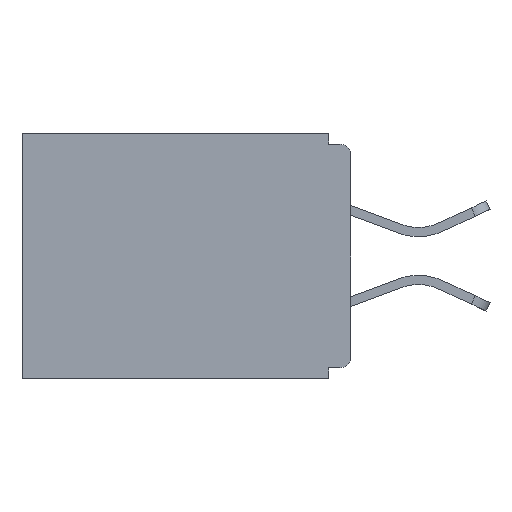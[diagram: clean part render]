
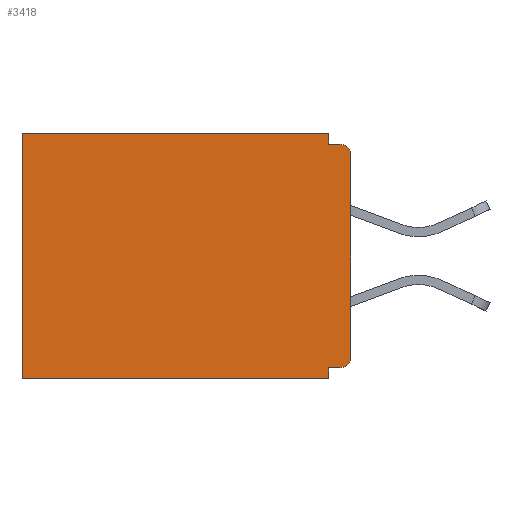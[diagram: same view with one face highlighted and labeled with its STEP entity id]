
A CAD part, left-side view. The second image highlights one B-rep face of the part: STEP entity #3418.
In plain terms, the highlighted planar face has unit normal (-1, 0, 0).
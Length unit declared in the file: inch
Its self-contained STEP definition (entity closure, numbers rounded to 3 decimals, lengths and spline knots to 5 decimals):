
#71 = ORIENTED_EDGE ( 'NONE', *, *, #7439, .F. ) ;
#74 = VERTEX_POINT ( 'NONE', #10401 ) ;
#102 = VERTEX_POINT ( 'NONE', #402 ) ;
#213 = EDGE_CURVE ( 'NONE', #1004, #102, #4854, .T. ) ;
#402 = CARTESIAN_POINT ( 'NONE',  ( 0.298, 0.46, 0. ) ) ;
#799 = CARTESIAN_POINT ( 'NONE',  ( 0.298, 0.031, -0.343 ) ) ;
#926 = LINE ( 'NONE', #1481, #3039 ) ;
#1004 = VERTEX_POINT ( 'NONE', #8263 ) ;
#1177 = VECTOR ( 'NONE', #8849, 39.37008 ) ;
#1187 = CARTESIAN_POINT ( 'NONE',  ( 0.298, 0., -0.328 ) ) ;
#1215 = VECTOR ( 'NONE', #8353, 39.37008 ) ;
#1261 = CARTESIAN_POINT ( 'NONE',  ( 0.298, 0.015, -0.03 ) ) ;
#1275 = AXIS2_PLACEMENT_3D ( 'NONE', #3721, #7347, #10208 ) ;
#1282 = DIRECTION ( 'NONE',  ( 1., 0., 0. ) ) ;
#1306 = CARTESIAN_POINT ( 'NONE',  ( 0.298, 0.031, -0.328 ) ) ;
#1309 = LINE ( 'NONE', #10774, #1463 ) ;
#1463 = VECTOR ( 'NONE', #5153, 39.37008 ) ;
#1481 = CARTESIAN_POINT ( 'NONE',  ( 0.298, 0.031, -0.343 ) ) ;
#1582 = CIRCLE ( 'NONE', #1275, 0.015 ) ;
#1725 = ORIENTED_EDGE ( 'NONE', *, *, #2842, .T. ) ;
#1912 = CARTESIAN_POINT ( 'NONE',  ( 0.298, 0., -0.03 ) ) ;
#1920 = LINE ( 'NONE', #1187, #1215 ) ;
#2119 = DIRECTION ( 'NONE',  ( -1., 0., 0. ) ) ;
#2188 = ORIENTED_EDGE ( 'NONE', *, *, #5303, .T. ) ;
#2582 = CARTESIAN_POINT ( 'NONE',  ( 0.298, 0., -0.015 ) ) ;
#2806 = CARTESIAN_POINT ( 'NONE',  ( 0.298, 0.031, -0.015 ) ) ;
#2842 = EDGE_CURVE ( 'NONE', #3744, #74, #3235, .T. ) ;
#3025 = ORIENTED_EDGE ( 'NONE', *, *, #6187, .F. ) ;
#3028 = AXIS2_PLACEMENT_3D ( 'NONE', #1261, #2119, #11307 ) ;
#3039 = VECTOR ( 'NONE', #4230, 39.37008 ) ;
#3235 = CIRCLE ( 'NONE', #3028, 0.015 ) ;
#3418 = ADVANCED_FACE ( 'NONE', ( #10372 ), #5810, .F. ) ;
#3603 = EDGE_CURVE ( 'NONE', #6231, #74, #8792, .T. ) ;
#3721 = CARTESIAN_POINT ( 'NONE',  ( 0.298, 0.015, -0.313 ) ) ;
#3744 = VERTEX_POINT ( 'NONE', #1912 ) ;
#3756 = ORIENTED_EDGE ( 'NONE', *, *, #4129, .T. ) ;
#3828 = AXIS2_PLACEMENT_3D ( 'NONE', #7512, #1282, #4799 ) ;
#4129 = EDGE_CURVE ( 'NONE', #102, #5523, #11659, .T. ) ;
#4230 = DIRECTION ( 'NONE',  ( 0., 0., -1. ) ) ;
#4686 = ORIENTED_EDGE ( 'NONE', *, *, #10842, .F. ) ;
#4799 = DIRECTION ( 'NONE',  ( 0., 0., -1. ) ) ;
#4854 = LINE ( 'NONE', #10654, #1177 ) ;
#4907 = VECTOR ( 'NONE', #8038, 39.37008 ) ;
#5070 = CARTESIAN_POINT ( 'NONE',  ( 0.298, 0.46, 0. ) ) ;
#5153 = DIRECTION ( 'NONE',  ( 0., 1., 0. ) ) ;
#5303 = EDGE_CURVE ( 'NONE', #9396, #9917, #1582, .T. ) ;
#5523 = VERTEX_POINT ( 'NONE', #9758 ) ;
#5810 = PLANE ( 'NONE',  #3828 ) ;
#5833 = DIRECTION ( 'NONE',  ( 0., 0., -1. ) ) ;
#6047 = EDGE_CURVE ( 'NONE', #1004, #6231, #926, .T. ) ;
#6070 = VERTEX_POINT ( 'NONE', #799 ) ;
#6187 = EDGE_CURVE ( 'NONE', #9396, #7299, #1920, .T. ) ;
#6231 = VERTEX_POINT ( 'NONE', #2806 ) ;
#6510 = LINE ( 'NONE', #9472, #7661 ) ;
#6517 = DIRECTION ( 'NONE',  ( 0., 0., -1. ) ) ;
#7082 = ORIENTED_EDGE ( 'NONE', *, *, #3603, .F. ) ;
#7299 = VERTEX_POINT ( 'NONE', #1306 ) ;
#7347 = DIRECTION ( 'NONE',  ( -1., 0., 0. ) ) ;
#7439 = EDGE_CURVE ( 'NONE', #6070, #5523, #1309, .T. ) ;
#7512 = CARTESIAN_POINT ( 'NONE',  ( 0.298, 0., 0. ) ) ;
#7575 = ORIENTED_EDGE ( 'NONE', *, *, #6047, .F. ) ;
#7661 = VECTOR ( 'NONE', #5833, 39.37008 ) ;
#7681 = EDGE_LOOP ( 'NONE', ( #1725, #7082, #7575, #11269, #3756, #71, #4686, #3025, #2188, #8329 ) ) ;
#8038 = DIRECTION ( 'NONE',  ( 0., -1., 0. ) ) ;
#8263 = CARTESIAN_POINT ( 'NONE',  ( 0.298, 0.031, 0. ) ) ;
#8329 = ORIENTED_EDGE ( 'NONE', *, *, #9051, .F. ) ;
#8353 = DIRECTION ( 'NONE',  ( 0., 1., 0. ) ) ;
#8792 = LINE ( 'NONE', #2582, #4907 ) ;
#8815 = VECTOR ( 'NONE', #6517, 39.37008 ) ;
#8849 = DIRECTION ( 'NONE',  ( 0., 1., 0. ) ) ;
#9051 = EDGE_CURVE ( 'NONE', #3744, #9917, #6510, .T. ) ;
#9144 = CARTESIAN_POINT ( 'NONE',  ( 0.298, 0., -0.313 ) ) ;
#9396 = VERTEX_POINT ( 'NONE', #10898 ) ;
#9472 = CARTESIAN_POINT ( 'NONE',  ( 0.298, 0., 0. ) ) ;
#9633 = VECTOR ( 'NONE', #11555, 39.37008 ) ;
#9758 = CARTESIAN_POINT ( 'NONE',  ( 0.298, 0.46, -0.343 ) ) ;
#9917 = VERTEX_POINT ( 'NONE', #9144 ) ;
#10111 = CARTESIAN_POINT ( 'NONE',  ( 0.298, 0.031, -0.343 ) ) ;
#10208 = DIRECTION ( 'NONE',  ( 0., 0., -1. ) ) ;
#10372 = FACE_OUTER_BOUND ( 'NONE', #7681, .T. ) ;
#10401 = CARTESIAN_POINT ( 'NONE',  ( 0.298, 0.015, -0.015 ) ) ;
#10654 = CARTESIAN_POINT ( 'NONE',  ( 0.298, 0., 0. ) ) ;
#10774 = CARTESIAN_POINT ( 'NONE',  ( 0.298, 0., -0.343 ) ) ;
#10842 = EDGE_CURVE ( 'NONE', #7299, #6070, #11110, .T. ) ;
#10898 = CARTESIAN_POINT ( 'NONE',  ( 0.298, 0.015, -0.328 ) ) ;
#11110 = LINE ( 'NONE', #10111, #8815 ) ;
#11269 = ORIENTED_EDGE ( 'NONE', *, *, #213, .T. ) ;
#11307 = DIRECTION ( 'NONE',  ( 0., 0., -1. ) ) ;
#11555 = DIRECTION ( 'NONE',  ( 0., 0., -1. ) ) ;
#11659 = LINE ( 'NONE', #5070, #9633 ) ;
